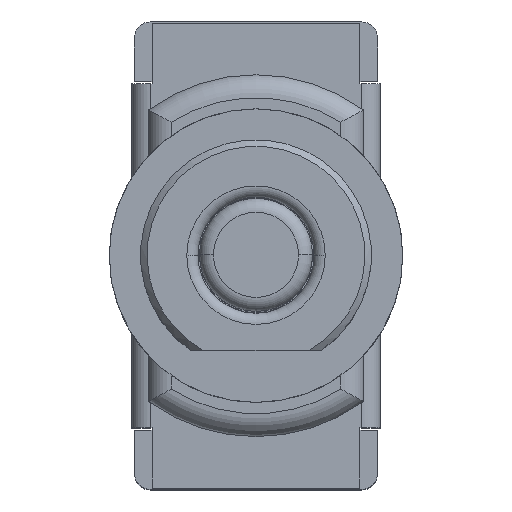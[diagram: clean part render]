
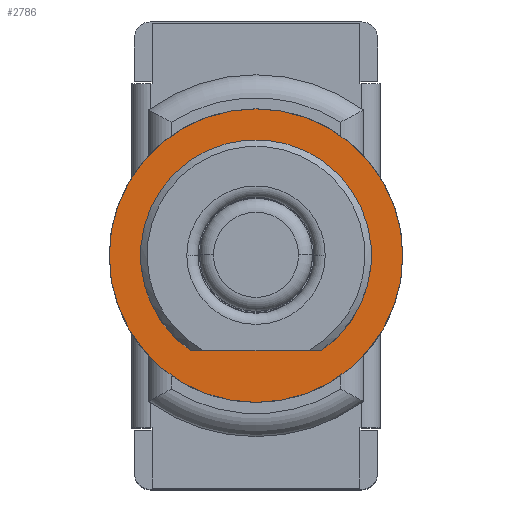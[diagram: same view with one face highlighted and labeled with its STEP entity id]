
A CAD part, top view. The second image highlights one B-rep face of the part: STEP entity #2786.
In plain terms, the highlighted planar face has unit normal (0, 0, 1).
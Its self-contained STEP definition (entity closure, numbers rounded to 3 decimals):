
#194=CARTESIAN_POINT('',(3.988,0.,12.192));
#195=VERTEX_POINT('',#194);
#229=CARTESIAN_POINT('',(-3.988,0.0,12.192));
#230=VERTEX_POINT('',#229);
#237=CARTESIAN_POINT('',(0.0,0.0,12.192));
#238=DIRECTION('',(0.0,0.0,-1.0));
#239=DIRECTION('',(-1.0,0.0,0.0));
#240=AXIS2_PLACEMENT_3D('',#237,#238,#239);
#241=CIRCLE('',#240,3.988);
#242=EDGE_CURVE('',#230,#195,#241,.T.);
#2744=CARTESIAN_POINT('',(0.0,0.0,12.192));
#2745=DIRECTION('',(0.0,0.0,-1.0));
#2746=DIRECTION('',(-1.0,0.0,0.0));
#2747=AXIS2_PLACEMENT_3D('',#2744,#2745,#2746);
#2748=CIRCLE('',#2747,3.988);
#2749=EDGE_CURVE('',#195,#230,#2748,.T.);
#2758=CARTESIAN_POINT('',(-4.387,4.387,12.192));
#2759=DIRECTION('',(0.0,0.0,-1.0));
#2760=DIRECTION('',(-1.0,0.0,0.0));
#2761=AXIS2_PLACEMENT_3D('',#2758,#2759,#2760);
#2762=PLANE('',#2761);
#2763=ORIENTED_EDGE('',*,*,#242,.F.);
#2764=ORIENTED_EDGE('',*,*,#2749,.F.);
#2765=EDGE_LOOP('',(#2763,#2764));
#2766=FACE_OUTER_BOUND('',#2765,.T.);
#2767=CARTESIAN_POINT('',(1.023,-2.578,12.192));
#2768=VERTEX_POINT('',#2767);
#2769=CARTESIAN_POINT('',(-1.023,-2.578,12.192));
#2770=VERTEX_POINT('',#2769);
#2771=CARTESIAN_POINT('',(1.023,-2.578,12.192));
#2772=DIRECTION('',(-1.0,0.0,0.0));
#2773=VECTOR('',#2772,2.046);
#2774=LINE('',#2771,#2773);
#2775=EDGE_CURVE('',#2768,#2770,#2774,.T.);
#2776=ORIENTED_EDGE('',*,*,#2775,.T.);
#2777=CARTESIAN_POINT('',(0.0,0.0,12.192));
#2778=DIRECTION('',(0.0,0.0,-1.0));
#2779=DIRECTION('',(-0.369,-0.929,0.0));
#2780=AXIS2_PLACEMENT_3D('',#2777,#2778,#2779);
#2781=CIRCLE('',#2780,2.774);
#2782=EDGE_CURVE('',#2770,#2768,#2781,.T.);
#2783=ORIENTED_EDGE('',*,*,#2782,.T.);
#2784=EDGE_LOOP('',(#2776,#2783));
#2785=FACE_BOUND('',#2784,.T.);
#2786=ADVANCED_FACE('',(#2766,#2785),#2762,.F.);
